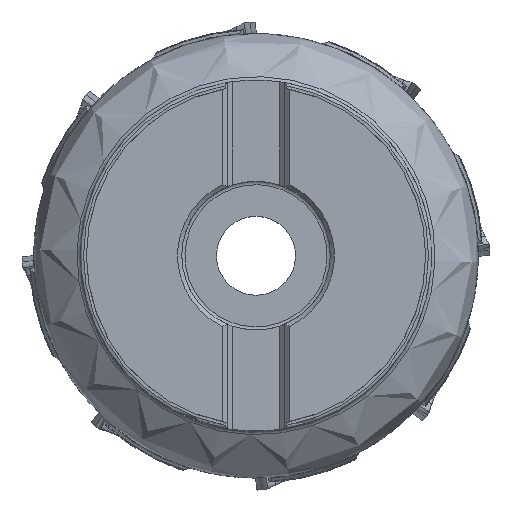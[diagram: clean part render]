
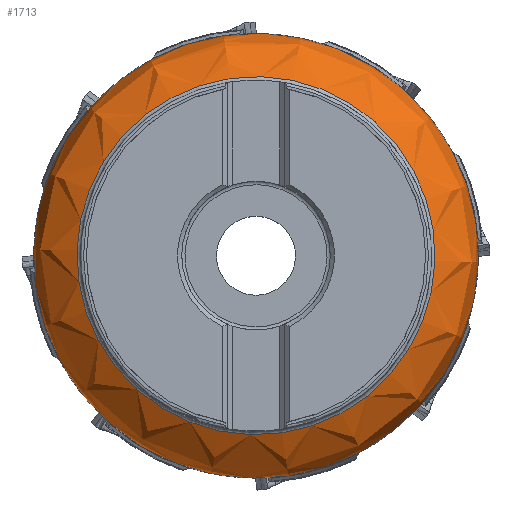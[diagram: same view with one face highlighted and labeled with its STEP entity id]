
A CAD part, top view. The second image highlights one B-rep face of the part: STEP entity #1713.
In plain terms, the highlighted face is a revolution surface.
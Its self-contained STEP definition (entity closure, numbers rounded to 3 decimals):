
#292=SURFACE_OF_REVOLUTION('',#3583,#293);
#293=AXIS1_PLACEMENT('',#15493,#11363);
#353=FACE_BOUND('',#2841,.T.);
#354=FACE_BOUND('',#2842,.T.);
#1713=ADVANCED_FACE('CN_SU3',(#353,#354),#292,.T.);
#2841=EDGE_LOOP('',(#4580));
#2842=EDGE_LOOP('',(#4581));
#3583=B_SPLINE_CURVE_WITH_KNOTS('',3,(#15489,#15490,#15491,#15492),
 .UNSPECIFIED.,.F.,.F.,(4,4),(0.,1.),.UNSPECIFIED.);
#3940=CIRCLE('',#9908,38.);
#4005=CIRCLE('',#10074,30.615);
#4580=ORIENTED_EDGE('',*,*,#8060,.F.);
#4581=ORIENTED_EDGE('',*,*,#8298,.T.);
#7107=VERTEX_POINT('',#14125);
#7283=VERTEX_POINT('',#15487);
#8060=EDGE_CURVE('',#7107,#7107,#3940,.T.);
#8298=EDGE_CURVE('',#7283,#7283,#4005,.T.);
#9908=AXIS2_PLACEMENT_3D('',#14124,#11016,#11017);
#10074=AXIS2_PLACEMENT_3D('',#15486,#11359,#11360);
#11016=DIRECTION('',(0.,0.,-1.));
#11017=DIRECTION('',(-0.145,0.989,0.));
#11359=DIRECTION('',(0.,0.,-1.));
#11360=DIRECTION('',(-0.145,0.989,0.));
#11363=DIRECTION('',(0.,0.,-1.));
#14124=CARTESIAN_POINT('',(0.,0.,
-26.));
#14125=CARTESIAN_POINT('',(-5.513,37.598,-26.));
#15486=CARTESIAN_POINT('',(0.,0.,
-16.923));
#15487=CARTESIAN_POINT('',(-4.442,30.291,-16.923));
#15489=CARTESIAN_POINT('',(-30.615,0.,-16.923));
#15490=CARTESIAN_POINT('',(-36.698,0.,-19.458));
#15491=CARTESIAN_POINT('',(-38.,0.,-21.853));
#15492=CARTESIAN_POINT('',(-38.,0.,-26.));
#15493=CARTESIAN_POINT('',(0.,0.,
14.891));
